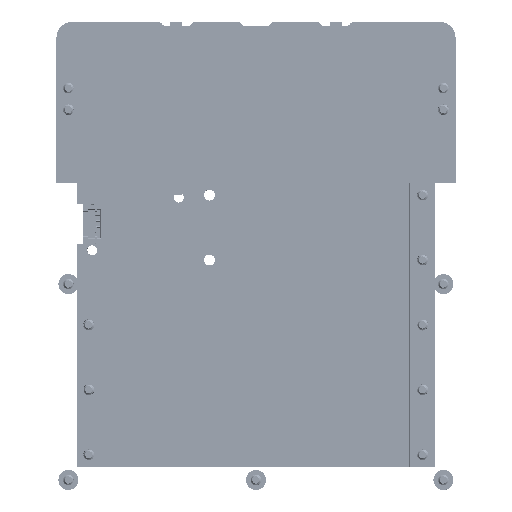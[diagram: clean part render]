
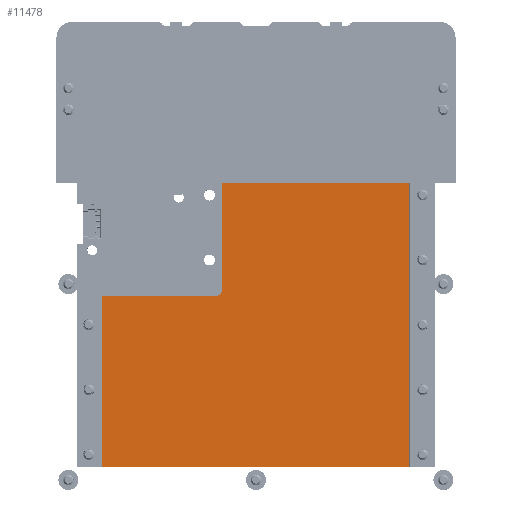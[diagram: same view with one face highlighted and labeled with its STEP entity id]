
A CAD part, front view. The second image highlights one B-rep face of the part: STEP entity #11478.
In plain terms, the highlighted face is planar.
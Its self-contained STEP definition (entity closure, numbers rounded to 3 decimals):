
#561=PLANE('',#12342);
#1012=FACE_OUTER_BOUND('',#1651,.T.);
#1651=EDGE_LOOP('',(#8179,#8180,#8181,#8182,#8183,#8184,#8185));
#2372=LINE('',#16636,#3641);
#2375=LINE('',#16640,#3644);
#2376=LINE('',#16643,#3645);
#2382=LINE('',#16657,#3651);
#2385=LINE('',#16661,#3654);
#2386=LINE('',#16662,#3655);
#3641=VECTOR('',#13506,1000.);
#3644=VECTOR('',#13511,1000.);
#3645=VECTOR('',#13514,1000.);
#3651=VECTOR('',#13524,1000.);
#3654=VECTOR('',#13529,1000.);
#3655=VECTOR('',#13530,1000.);
#4810=CIRCLE('',#12221,1.5);
#5069=VERTEX_POINT('',#16309);
#5070=VERTEX_POINT('',#16311);
#5176=VERTEX_POINT('',#16634);
#5177=VERTEX_POINT('',#16635);
#5178=VERTEX_POINT('',#16642);
#5183=VERTEX_POINT('',#16655);
#5184=VERTEX_POINT('',#16656);
#6177=EDGE_CURVE('',#5070,#5069,#4810,.T.);
#6338=EDGE_CURVE('',#5176,#5177,#2372,.T.);
#6341=EDGE_CURVE('',#5176,#5069,#2375,.T.);
#6342=EDGE_CURVE('',#5178,#5070,#2376,.T.);
#6348=EDGE_CURVE('',#5183,#5184,#2382,.T.);
#6351=EDGE_CURVE('',#5177,#5184,#2385,.T.);
#6352=EDGE_CURVE('',#5183,#5178,#2386,.T.);
#8179=ORIENTED_EDGE('',*,*,#6342,.T.);
#8180=ORIENTED_EDGE('',*,*,#6177,.T.);
#8181=ORIENTED_EDGE('',*,*,#6341,.F.);
#8182=ORIENTED_EDGE('',*,*,#6338,.T.);
#8183=ORIENTED_EDGE('',*,*,#6351,.T.);
#8184=ORIENTED_EDGE('',*,*,#6348,.F.);
#8185=ORIENTED_EDGE('',*,*,#6352,.T.);
#11478=ADVANCED_FACE('',(#1012),#561,.F.);
#12221=AXIS2_PLACEMENT_3D('',#16312,#13172,#13173);
#12342=AXIS2_PLACEMENT_3D('',#16660,#13527,#13528);
#13172=DIRECTION('center_axis',(0.,-1.,0.));
#13173=DIRECTION('ref_axis',(0.,0.,-1.));
#13506=DIRECTION('',(0.,0.,1.));
#13511=DIRECTION('',(1.,0.,0.));
#13514=DIRECTION('',(0.,0.,1.));
#13524=DIRECTION('',(0.,0.,1.));
#13527=DIRECTION('center_axis',(0.,-1.,0.));
#13528=DIRECTION('ref_axis',(0.,0.,-1.));
#13529=DIRECTION('',(1.,0.,0.));
#13530=DIRECTION('',(-1.,0.,0.));
#16309=CARTESIAN_POINT('',(-11.624,6.28,-0.819));
#16311=CARTESIAN_POINT('',(-10.124,6.28,-2.319));
#16312=CARTESIAN_POINT('Origin',(-11.624,6.28,-2.319));
#16634=CARTESIAN_POINT('',(-35.209,6.28,-0.819));
#16635=CARTESIAN_POINT('',(-35.209,6.28,34.651));
#16636=CARTESIAN_POINT('',(-35.209,6.28,0.));
#16640=CARTESIAN_POINT('',(0.,6.28,-0.819));
#16642=CARTESIAN_POINT('',(-10.124,6.28,-24.349));
#16643=CARTESIAN_POINT('',(-10.124,6.28,0.));
#16655=CARTESIAN_POINT('',(28.786,6.28,-24.349));
#16656=CARTESIAN_POINT('',(28.786,6.28,34.651));
#16657=CARTESIAN_POINT('',(28.786,6.28,0.));
#16660=CARTESIAN_POINT('Origin',(0.,6.28,0.));
#16661=CARTESIAN_POINT('',(-40.431,6.28,34.651));
#16662=CARTESIAN_POINT('',(-40.431,6.28,-24.349));
